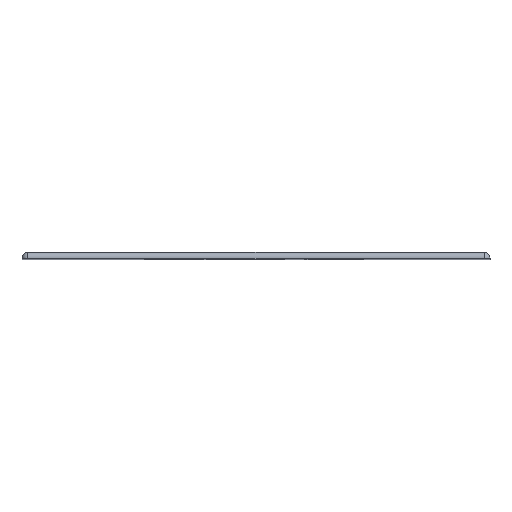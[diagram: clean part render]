
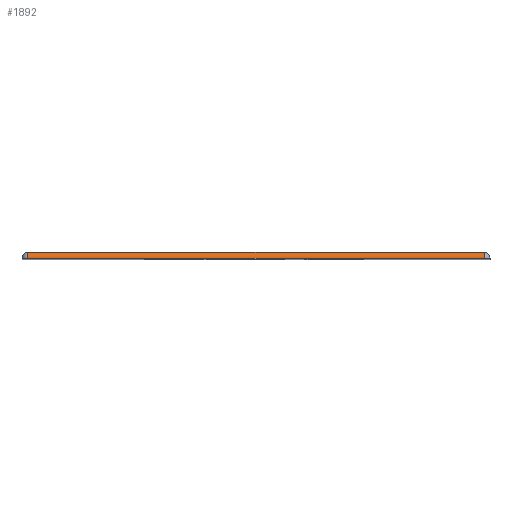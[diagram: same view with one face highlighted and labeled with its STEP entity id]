
A CAD part, top view. The second image highlights one B-rep face of the part: STEP entity #1892.
In plain terms, the highlighted cylindrical face has radius 1.4 mm (diameter 2.8 mm), a partial arc.
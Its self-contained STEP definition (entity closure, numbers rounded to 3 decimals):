
#101=CIRCLE('',#2046,1.4);
#103=CIRCLE('',#2050,1.4);
#164=CYLINDRICAL_SURFACE('',#2070,1.4);
#220=FACE_OUTER_BOUND('',#336,.T.);
#336=EDGE_LOOP('',(#1417,#1418,#1419,#1420));
#440=LINE('',#2798,#622);
#497=LINE('',#3030,#679);
#622=VECTOR('',#2212,10.);
#679=VECTOR('',#2421,10.);
#805=VERTEX_POINT('',#2794);
#807=VERTEX_POINT('',#2797);
#892=VERTEX_POINT('',#2978);
#895=VERTEX_POINT('',#2988);
#992=EDGE_CURVE('',#807,#805,#440,.T.);
#1084=EDGE_CURVE('',#805,#892,#101,.F.);
#1088=EDGE_CURVE('',#895,#807,#103,.F.);
#1109=EDGE_CURVE('',#892,#895,#497,.T.);
#1417=ORIENTED_EDGE('',*,*,#1088,.T.);
#1418=ORIENTED_EDGE('',*,*,#992,.T.);
#1419=ORIENTED_EDGE('',*,*,#1084,.T.);
#1420=ORIENTED_EDGE('',*,*,#1109,.T.);
#1892=ADVANCED_FACE('',(#220),#164,.T.);
#2046=AXIS2_PLACEMENT_3D('',#2980,#2360,#2361);
#2050=AXIS2_PLACEMENT_3D('',#2989,#2370,#2371);
#2070=AXIS2_PLACEMENT_3D('',#3029,#2419,#2420);
#2212=DIRECTION('',(-1.,0.,0.));
#2360=DIRECTION('center_axis',(-1.,0.,0.));
#2361=DIRECTION('ref_axis',(0.,1.,0.));
#2370=DIRECTION('center_axis',(1.,0.,0.));
#2371=DIRECTION('ref_axis',(0.,0.,1.));
#2419=DIRECTION('center_axis',(1.,0.,0.));
#2420=DIRECTION('ref_axis',(0.,0.707,0.707));
#2421=DIRECTION('',(1.,0.,0.));
#2794=CARTESIAN_POINT('',(-25.19,1.5,97.991));
#2797=CARTESIAN_POINT('',(83.21,1.5,97.991));
#2798=CARTESIAN_POINT('',(1.21,1.5,97.991));
#2978=CARTESIAN_POINT('',(-25.19,0.1,99.391));
#2980=CARTESIAN_POINT('Origin',(-25.19,0.1,97.991));
#2988=CARTESIAN_POINT('',(83.21,0.1,99.391));
#2989=CARTESIAN_POINT('Origin',(83.21,0.1,97.991));
#3029=CARTESIAN_POINT('Origin',(1.21,0.1,97.991));
#3030=CARTESIAN_POINT('',(1.21,0.1,99.391));
